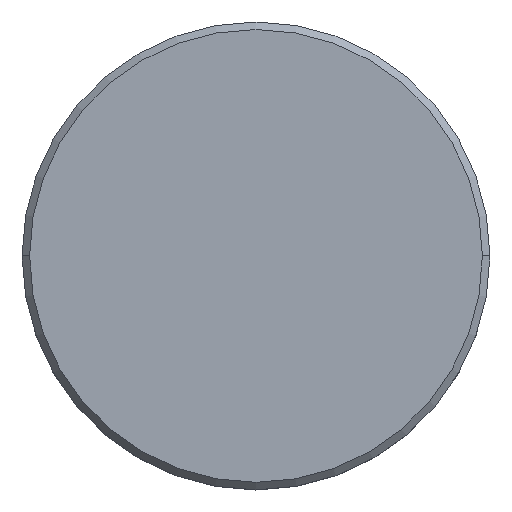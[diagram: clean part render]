
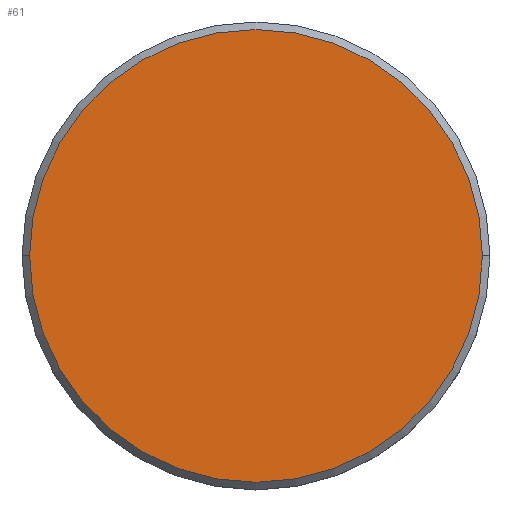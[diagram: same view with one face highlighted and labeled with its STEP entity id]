
A CAD part, top view. The second image highlights one B-rep face of the part: STEP entity #61.
In plain terms, the highlighted planar face has unit normal (0, 0, 1).
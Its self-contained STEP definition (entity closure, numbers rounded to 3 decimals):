
#61 = ADVANCED_FACE ( 'NONE', ( #83 ), #259, .T. ) ;
#83 = FACE_OUTER_BOUND ( 'NONE', #387, .T. ) ;
#84 = CARTESIAN_POINT ( 'NONE',  ( 0., 0., 0. ) ) ;
#91 = AXIS2_PLACEMENT_3D ( 'NONE', #1170, #726, #710 ) ;
#194 = DIRECTION ( 'NONE',  ( 0., 0., 1. ) ) ;
#259 = PLANE ( 'NONE',  #91 ) ;
#387 = EDGE_LOOP ( 'NONE', ( #1154, #687 ) ) ;
#517 = CIRCLE ( 'NONE', #665, 15. ) ;
#536 = EDGE_CURVE ( 'NONE', #1083, #852, #679, .T. ) ;
#574 = DIRECTION ( 'NONE',  ( 1., 0., 0. ) ) ;
#665 = AXIS2_PLACEMENT_3D ( 'NONE', #84, #720, #1074 ) ;
#679 = CIRCLE ( 'NONE', #959, 15. ) ;
#687 = ORIENTED_EDGE ( 'NONE', *, *, #790, .T. ) ;
#710 = DIRECTION ( 'NONE',  ( 1., 0., 0. ) ) ;
#720 = DIRECTION ( 'NONE',  ( 0., 0., 1. ) ) ;
#726 = DIRECTION ( 'NONE',  ( 0., 0., 1. ) ) ;
#790 = EDGE_CURVE ( 'NONE', #852, #1083, #517, .T. ) ;
#842 = CARTESIAN_POINT ( 'NONE',  ( 0., 0., 0. ) ) ;
#852 = VERTEX_POINT ( 'NONE', #903 ) ;
#903 = CARTESIAN_POINT ( 'NONE',  ( 15., 0., 0. ) ) ;
#959 = AXIS2_PLACEMENT_3D ( 'NONE', #842, #194, #574 ) ;
#1042 = CARTESIAN_POINT ( 'NONE',  ( -15., 0., 0. ) ) ;
#1074 = DIRECTION ( 'NONE',  ( 1., 0., 0. ) ) ;
#1083 = VERTEX_POINT ( 'NONE', #1042 ) ;
#1154 = ORIENTED_EDGE ( 'NONE', *, *, #536, .T. ) ;
#1170 = CARTESIAN_POINT ( 'NONE',  ( 0., 0., 0. ) ) ;
